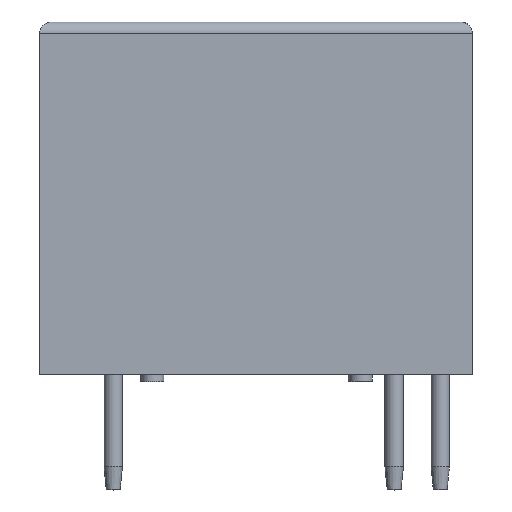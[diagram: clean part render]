
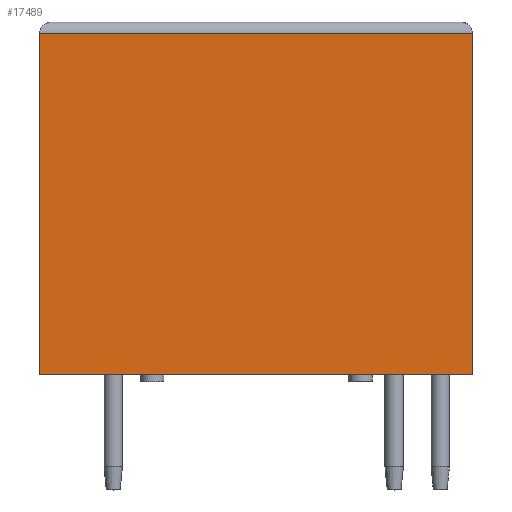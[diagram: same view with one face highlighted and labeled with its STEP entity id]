
A CAD part, top view. The second image highlights one B-rep face of the part: STEP entity #17489.
In plain terms, the highlighted planar face has unit normal (0, 0, 1).
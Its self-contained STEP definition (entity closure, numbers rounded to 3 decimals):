
#2547=FACE_OUTER_BOUND('',#3577,.T.);
#3577=EDGE_LOOP('',(#15983,#15984,#15985,#15986));
#5165=LINE('',#31743,#6749);
#5171=LINE('',#31758,#6755);
#5174=LINE('',#31763,#6758);
#5175=LINE('',#31765,#6759);
#6749=VECTOR('',#20617,10.);
#6755=VECTOR('',#20633,10.);
#6758=VECTOR('',#20638,10.);
#6759=VECTOR('',#20641,10.);
#8437=VERTEX_POINT('',#31735);
#8439=VERTEX_POINT('',#31741);
#8443=VERTEX_POINT('',#31757);
#8444=VERTEX_POINT('',#31761);
#10954=EDGE_CURVE('',#8439,#8437,#5165,.T.);
#10961=EDGE_CURVE('',#8443,#8437,#5171,.T.);
#10964=EDGE_CURVE('',#8444,#8439,#5174,.T.);
#10965=EDGE_CURVE('',#8443,#8444,#5175,.T.);
#15983=ORIENTED_EDGE('',*,*,#10954,.F.);
#15984=ORIENTED_EDGE('',*,*,#10964,.F.);
#15985=ORIENTED_EDGE('',*,*,#10965,.F.);
#15986=ORIENTED_EDGE('',*,*,#10961,.T.);
#16546=PLANE('',#18034);
#17489=ADVANCED_FACE('',(#2547),#16546,.T.);
#18034=AXIS2_PLACEMENT_3D('',#31764,#20639,#20640);
#20617=DIRECTION('',(1.,0.,0.));
#20633=DIRECTION('',(0.,1.,0.));
#20638=DIRECTION('',(0.,1.,0.));
#20639=DIRECTION('center_axis',(0.,0.,1.));
#20640=DIRECTION('ref_axis',(1.,0.,0.));
#20641=DIRECTION('',(-1.,0.,0.));
#31735=CARTESIAN_POINT('',(9.4,14.8,7.5));
#31741=CARTESIAN_POINT('',(-9.4,14.8,7.5));
#31743=CARTESIAN_POINT('',(-4.7,14.8,7.5));
#31757=CARTESIAN_POINT('',(9.4,0.,7.5));
#31758=CARTESIAN_POINT('',(9.4,0.,7.5));
#31761=CARTESIAN_POINT('',(-9.4,0.,7.5));
#31763=CARTESIAN_POINT('',(-9.4,0.,7.5));
#31764=CARTESIAN_POINT('Origin',(-9.4,0.,7.5));
#31765=CARTESIAN_POINT('',(9.4,0.,7.5));
